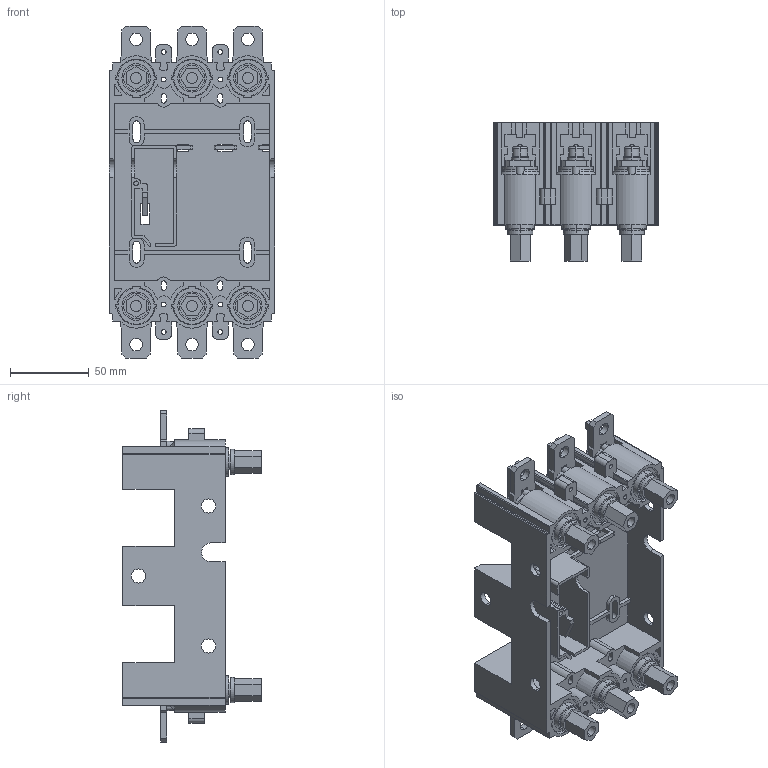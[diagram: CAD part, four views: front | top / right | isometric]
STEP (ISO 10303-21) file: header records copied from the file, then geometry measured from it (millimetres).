
FILE_DESCRIPTION (( 'STEP AP203' ), '1' );
FILE_NAME ('mccb-2-pin23F-200A Ïàíåëü âòû÷íàÿ AV POWER-23 ïåðåäíåãî ïðèñîåä. PID-23F 200À EKF.STEP', '2024-11-01T11:54:09', ( '' ), ( '' ), 'SwSTEP 2.0', 'SolidWorks 2021', '' );
FILE_SCHEMA (( 'CONFIG_CONTROL_DESIGN' ));
Length unit declared in the file: millimetre
Products named in the file (1): mccb-2-pin23F-200A Ïàíåëü âòû÷íàÿ AV POWER-23 ïåðåäíåãî ïðèñîåä. PID-23F 200À EKF
Bounding box: 105 x 88 x 211 mm (x, y, z)
Volume: 305375.5 mm3; surface area: 211008.3 mm2
Topology: 25 solids, 31 shells, 1337 faces, 3660 edges, 2395 vertices
Faces by surface type: plane 875, cylinder 417, cone 33, torus 12
Entity records: 42722 total; most frequent: CARTESIAN_POINT 7713, ORIENTED_EDGE 7320, DIRECTION 7247, EDGE_CURVE 3660, LINE 2669, VECTOR 2669, VERTEX_POINT 2395, AXIS2_PLACEMENT_3D 2289
